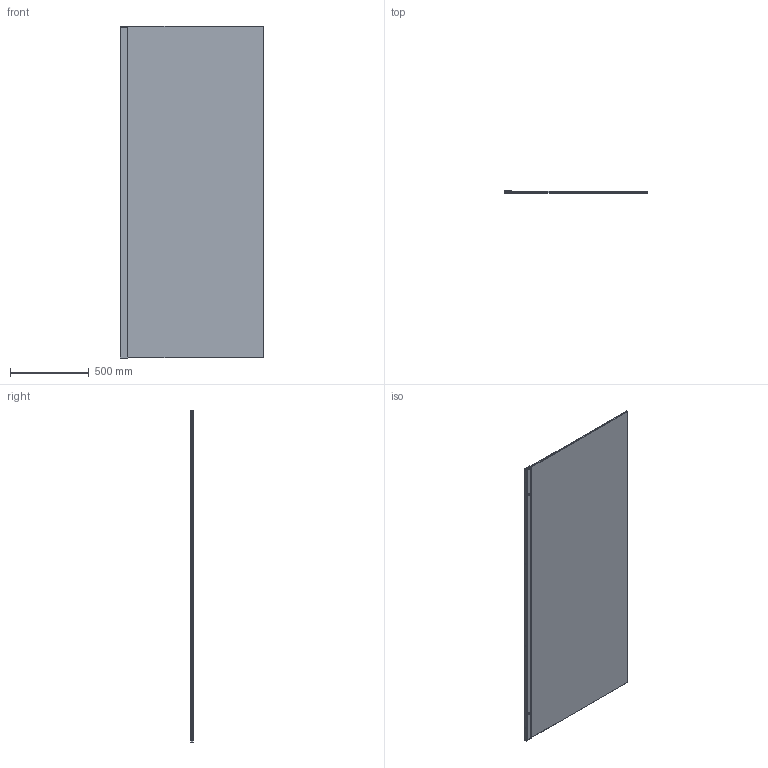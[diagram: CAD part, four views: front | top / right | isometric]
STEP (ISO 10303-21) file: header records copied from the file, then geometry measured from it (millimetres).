
FILE_DESCRIPTION(/* description */ (''),/* implementation_level */ '2;1');
FILE_NAME(/* name */ 'STEP - W31SC01 900 channel_1710052-1710076-1710100-1710124-1710148',/* time_stamp */ '2024-08-13T11:47:17+10:00',/* author */ (''),/* organization */ (''),/* preprocessor_version */ 'ST-DEVELOPER v16.5',/* originating_system */ 'Rhino 7.23',/* authorisation */ '');
FILE_SCHEMA (('AUTOMOTIVE_DESIGN'));
Length unit declared in the file: millimetre
Products named in the file (7): Document; W31SC01ǽ����-�� \X2\FFFD
 900x2100x10; AL022ǽ��22; 3.2�߽���210014; AL1022-210021; H31�̲�-W3167; �rĶ˸�SJ210234
Assembly tree (6 placements, depth 4):
  Document
    W31SC01ǽ����-�� \X2\FFFD
 900x2100x10
      AL022ǽ��22
        3.2�߽���210014
        AL1022-210021
      H31�̲�-W3167
      �rĶ˸�SJ210234
Bounding box: 911 x 19.88 x 2101.8 mm (x, y, z)
Volume: 19201483.3 mm3; surface area: 4427427.5 mm2
Topology: 4 solids, 4 shells, 235 faces, 654 edges, 420 vertices
Faces by surface type: plane 152, cylinder 69, bspline 14
Entity records: 7348 total; most frequent: CARTESIAN_POINT 2868, ORIENTED_EDGE 1300, EDGE_CURVE 650, B_SPLINE_CURVE_WITH_KNOTS 486, VERTEX_POINT 420, DIRECTION 255, EDGE_LOOP 250, AXIS2_PLACEMENT_3D 238
